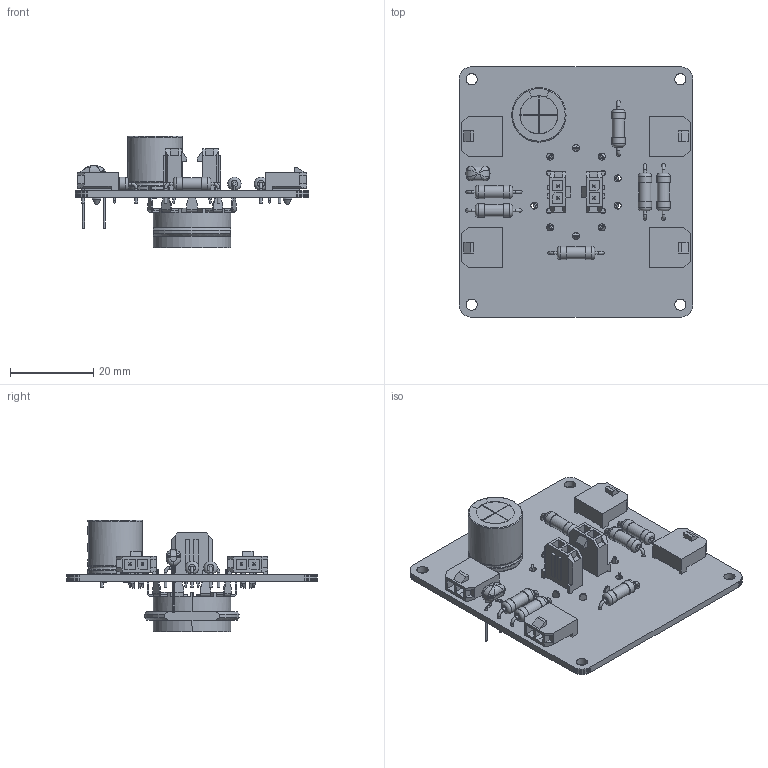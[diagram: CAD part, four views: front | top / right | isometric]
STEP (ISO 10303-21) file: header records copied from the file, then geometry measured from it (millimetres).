
FILE_DESCRIPTION(('KiCad electronic assembly'),'2;1');
FILE_NAME('Gain2Module.step','2024-07-20T21:34:35',('Pcbnew'),('Kicad'), 'Open CASCADE STEP processor 7.7','KiCad to STEP converter','Unknown' );
FILE_SCHEMA(('AUTOMOTIVE_DESIGN { 1 0 10303 214 1 1 1 1 }'));
Length unit declared in the file: millimetre
Products named in the file (14): Gain2Module 1; R_Axial_DIN0309_L9.0mm_D3.2mm_P12.70mm_Horizontal; R_Axial_DIN0309_L90mm_D32mm_P1270mm_Horizontal; CP_Radial_D13.0mm_P5.00mm; CP_Radial_D130mm_P500mm; 436500215; 436500215wbm000_01; 436500200; 436500200wbm000_01; FG26C0G2J102JNT06; FG26X7S2A225KRT06; VT9-PT--3DModel-STEP-56544; VT9-PT; Gain2Module PCB
Assembly tree (22 placements, depth 3):
  Gain2Module 1
    R_Axial_DIN0309_L9.0mm_D3.2mm_P12.70mm_Horizontal  x6
      R_Axial_DIN0309_L90mm_D32mm_P1270mm_Horizontal
    CP_Radial_D13.0mm_P5.00mm
      CP_Radial_D130mm_P500mm
    436500215  x2
      436500215wbm000_01
    436500200  x4
      436500200wbm000_01
    FG26C0G2J102JNT06
      FG26X7S2A225KRT06
    VT9-PT--3DModel-STEP-56544
      VT9-PT
    Gain2Module PCB
Bounding box: 56 x 60 x 26.7 mm (x, y, z)
Volume: 11392.1 mm3; surface area: 15321.6 mm2
Topology: 27 solids, 28 shells, 1388 faces, 3449 edges, 2194 vertices
Faces by surface type: plane 977, cylinder 306, torus 46, bspline 42, cone 12, revolution 5
Full cylindrical faces by diameter (mm): 0.7 x24, 0.8 x14, 0.9 x2, 1.02 x12, 1.2 x2, 1.27 x4, 1.69 x9, 2.7 x4, 2.88 x6, 3 x4, 3.2 x12
Entity records: 65760 total; most frequent: CARTESIAN_POINT 20287, DIRECTION 8248, LINE 5229, VECTOR 5229, ORIENTED_EDGE 4468, PCURVE 4468, DEFINITIONAL_REPRESENTATION 4468, EDGE_CURVE 2234
